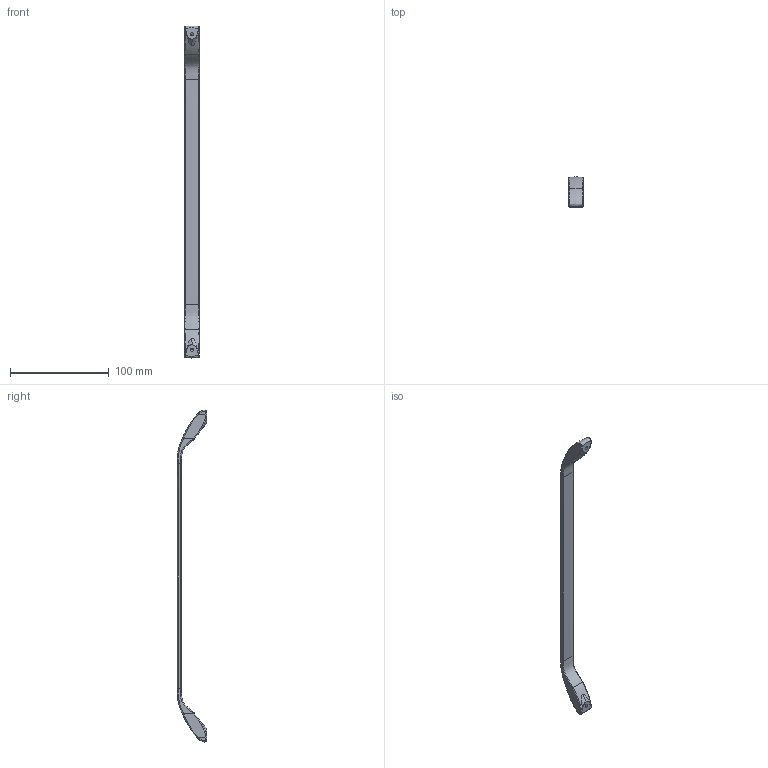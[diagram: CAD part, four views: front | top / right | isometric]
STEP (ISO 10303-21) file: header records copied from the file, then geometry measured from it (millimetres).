
FILE_DESCRIPTION(('Creo Elements/Direct Modeling STEP Export'),'2;1');
FILE_NAME('2266-337.stp','2022-05-31T11:22:41',(''),(''),'Creo Elements/Direct Modeling STEP processor for AP214 (Solid Model)','Creo Elements/Direct Modeling 20.0 12-Nov-2016 (C) Parametric Technology GmbH','');
FILE_SCHEMA(('AUTOMOTIVE_DESIGN { 1 0 10303 214 1 1 1 1 }'));
Length unit declared in the file: millimetre
Products named in the file (1): Griff-337
Bounding box: 14.97 x 30.04 x 336.9 mm (x, y, z)
Volume: 29525 mm3; surface area: 14176.1 mm2
Topology: 1 solids, 1 shells, 80 faces, 176 edges, 98 vertices
Faces by surface type: bspline 44, extrusion 14, plane 10, cylinder 8, cone 4
Entity records: 17981 total; most frequent: CARTESIAN_POINT 16620, ORIENTED_EDGE 344, EDGE_CURVE 172, DIRECTION 126, VERTEX_POINT 98, B_SPLINE_CURVE_WITH_KNOTS 94, EDGE_LOOP 84, FACE_OUTER_BOUND 80
